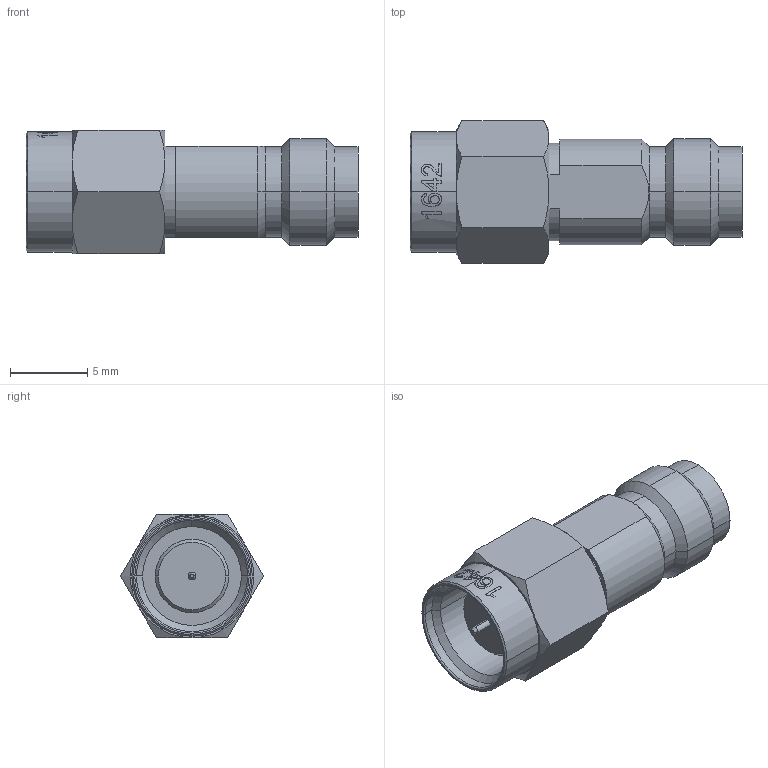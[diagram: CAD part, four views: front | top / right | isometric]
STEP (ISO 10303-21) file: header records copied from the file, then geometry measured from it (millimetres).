
FILE_DESCRIPTION (( 'STEP AP214' ), '1' );
FILE_NAME ('FMAD1642_3D.step', '2023-03-13T20:45:36', ( '' ), ( '' ), 'SwSTEP 2.0', 'SolidWorks 2022', '' );
FILE_SCHEMA (( 'AUTOMOTIVE_DESIGN' ));
Length unit declared in the file: inch
Products named in the file (1): FMAD1642_3D
Bounding box: 21.5 x 9.24 x 8 mm (x, y, z)
Volume: 687.9 mm3; surface area: 854.1 mm2
Topology: 1 solids, 1 shells, 151 faces, 368 edges, 231 vertices
Faces by surface type: cylinder 43, plane 40, cone 36, bspline 32
Entity records: 6719 total; most frequent: CARTESIAN_POINT 3376, ORIENTED_EDGE 736, DIRECTION 608, EDGE_CURVE 368, AXIS2_PLACEMENT_3D 246, VERTEX_POINT 231, EDGE_LOOP 163, ADVANCED_FACE 151
